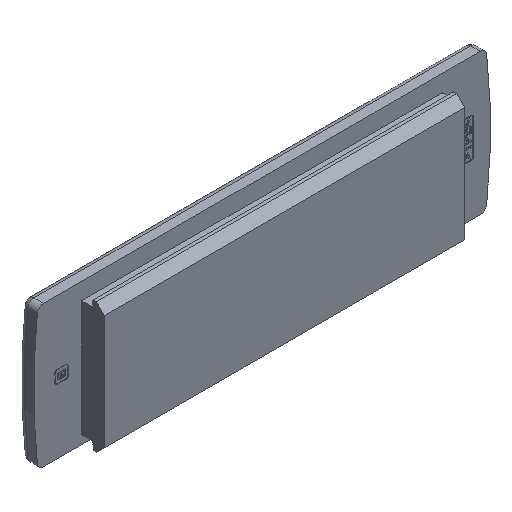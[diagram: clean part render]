
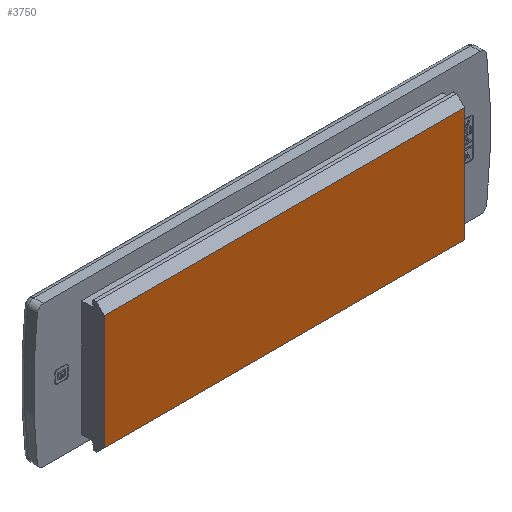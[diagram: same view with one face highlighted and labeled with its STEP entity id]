
A CAD part, isometric view. The second image highlights one B-rep face of the part: STEP entity #3750.
In plain terms, the highlighted planar face has unit normal (0, -1, 0).
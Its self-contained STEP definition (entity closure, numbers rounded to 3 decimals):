
#1179=FACE_OUTER_BOUND('',#5552,.T.);
#3750=ADVANCED_FACE('KES_ECO_T1',(#1179),#4388,.F.);
#4388=PLANE('',#18974);
#5552=EDGE_LOOP('',(#10980,#10981,#10982,#10983));
#6284=LINE('',#55717,#7575);
#6285=LINE('',#55720,#7576);
#6286=LINE('',#55722,#7577);
#6287=LINE('',#55724,#7578);
#7575=VECTOR('',#19675,1.);
#7576=VECTOR('',#19676,1.);
#7577=VECTOR('',#19677,1.);
#7578=VECTOR('',#19678,1.);
#10980=ORIENTED_EDGE('',*,*,#17200,.F.);
#10981=ORIENTED_EDGE('',*,*,#17201,.T.);
#10982=ORIENTED_EDGE('',*,*,#17202,.T.);
#10983=ORIENTED_EDGE('',*,*,#17203,.T.);
#15010=VERTEX_POINT('',#55718);
#15011=VERTEX_POINT('',#55719);
#15012=VERTEX_POINT('',#55721);
#15013=VERTEX_POINT('',#55723);
#17200=EDGE_CURVE('',#15010,#15011,#6284,.T.);
#17201=EDGE_CURVE('',#15010,#15012,#6285,.T.);
#17202=EDGE_CURVE('',#15012,#15013,#6286,.T.);
#17203=EDGE_CURVE('',#15013,#15011,#6287,.T.);
#18974=AXIS2_PLACEMENT_3D('',#55725,#19679,#19680);
#19675=DIRECTION('',(0.,0.,1.));
#19676=DIRECTION('',(1.,0.,0.));
#19677=DIRECTION('',(0.,0.,1.));
#19678=DIRECTION('',(-1.,0.,0.));
#19679=DIRECTION('',(0.,1.,0.));
#19680=DIRECTION('',(0.,0.,-1.));
#55717=CARTESIAN_POINT('',(-56.,0.,-21.987));
#55718=CARTESIAN_POINT('',(-56.,0.,-19.354));
#55719=CARTESIAN_POINT('',(-56.,0.,16.25));
#55720=CARTESIAN_POINT('',(56.,0.,-19.354));
#55721=CARTESIAN_POINT('',(56.,0.,-19.354));
#55722=CARTESIAN_POINT('',(56.,0.,-21.987));
#55723=CARTESIAN_POINT('',(56.,0.,16.25));
#55724=CARTESIAN_POINT('',(-56.,0.,16.25));
#55725=CARTESIAN_POINT('',(-55.75,0.,-17.75));
